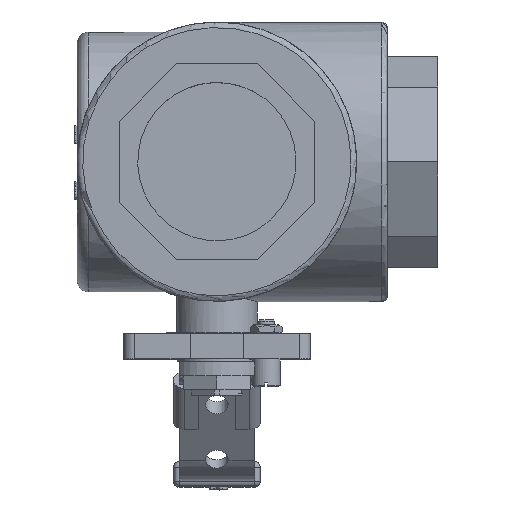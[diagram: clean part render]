
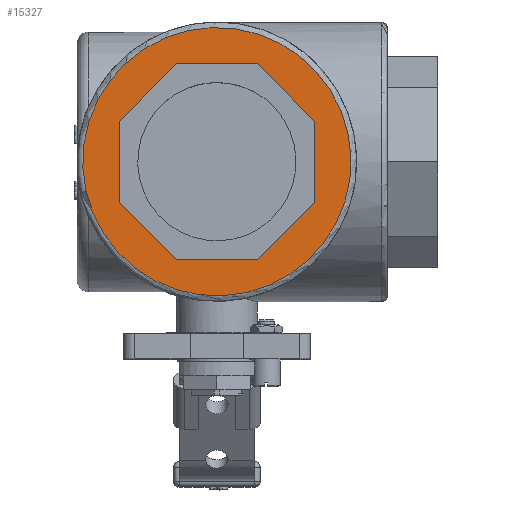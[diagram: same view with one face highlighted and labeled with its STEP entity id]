
A CAD part, top view. The second image highlights one B-rep face of the part: STEP entity #15327.
In plain terms, the highlighted planar face has unit normal (0, 0, 1).
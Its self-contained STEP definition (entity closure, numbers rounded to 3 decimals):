
#443=FACE_BOUND('',#2729,.T.);
#1296=CIRCLE('',#16080,48.);
#1841=FACE_OUTER_BOUND('',#2728,.T.);
#2728=EDGE_LOOP('',(#11457));
#2729=EDGE_LOOP('',(#11458,#11459,#11460,#11461,#11462,#11463,#11464,#11465));
#3802=LINE('',#24148,#5081);
#3805=LINE('',#24153,#5084);
#3807=LINE('',#24157,#5086);
#3809=LINE('',#24161,#5088);
#3811=LINE('',#24165,#5090);
#3813=LINE('',#24169,#5092);
#3815=LINE('',#24173,#5094);
#3817=LINE('',#24176,#5096);
#5081=VECTOR('',#17635,10.);
#5084=VECTOR('',#17640,10.);
#5086=VECTOR('',#17644,10.);
#5088=VECTOR('',#17648,10.);
#5090=VECTOR('',#17652,10.);
#5092=VECTOR('',#17656,10.);
#5094=VECTOR('',#17660,10.);
#5096=VECTOR('',#17664,10.);
#6461=VERTEX_POINT('',#24146);
#6462=VERTEX_POINT('',#24147);
#6463=VERTEX_POINT('',#24152);
#6464=VERTEX_POINT('',#24156);
#6465=VERTEX_POINT('',#24160);
#6466=VERTEX_POINT('',#24164);
#6467=VERTEX_POINT('',#24168);
#6468=VERTEX_POINT('',#24172);
#6469=VERTEX_POINT('',#24178);
#8241=EDGE_CURVE('',#6461,#6462,#3802,.T.);
#8244=EDGE_CURVE('',#6463,#6461,#3805,.T.);
#8246=EDGE_CURVE('',#6464,#6463,#3807,.T.);
#8248=EDGE_CURVE('',#6465,#6464,#3809,.T.);
#8250=EDGE_CURVE('',#6466,#6465,#3811,.T.);
#8252=EDGE_CURVE('',#6467,#6466,#3813,.T.);
#8254=EDGE_CURVE('',#6468,#6467,#3815,.T.);
#8256=EDGE_CURVE('',#6462,#6468,#3817,.T.);
#8257=EDGE_CURVE('',#6469,#6469,#1296,.T.);
#11457=ORIENTED_EDGE('',*,*,#8257,.F.);
#11458=ORIENTED_EDGE('',*,*,#8256,.T.);
#11459=ORIENTED_EDGE('',*,*,#8254,.T.);
#11460=ORIENTED_EDGE('',*,*,#8252,.T.);
#11461=ORIENTED_EDGE('',*,*,#8250,.T.);
#11462=ORIENTED_EDGE('',*,*,#8248,.T.);
#11463=ORIENTED_EDGE('',*,*,#8246,.T.);
#11464=ORIENTED_EDGE('',*,*,#8244,.T.);
#11465=ORIENTED_EDGE('',*,*,#8241,.T.);
#13876=PLANE('',#16079);
#15327=ADVANCED_FACE('',(#1841,#443),#13876,.T.);
#16079=AXIS2_PLACEMENT_3D('',#24177,#17665,#17666);
#16080=AXIS2_PLACEMENT_3D('',#24179,#17667,#17668);
#17635=DIRECTION('',(-0.707,0.707,0.));
#17640=DIRECTION('',(-1.,0.,0.));
#17644=DIRECTION('',(-0.707,-0.707,0.));
#17648=DIRECTION('',(0.,-1.,0.));
#17652=DIRECTION('',(0.707,-0.707,0.));
#17656=DIRECTION('',(1.,0.,0.));
#17660=DIRECTION('',(0.707,0.707,0.));
#17664=DIRECTION('',(0.,1.,0.));
#17665=DIRECTION('center_axis',(0.,0.,1.));
#17666=DIRECTION('ref_axis',(-0.924,-0.383,0.));
#17667=DIRECTION('center_axis',(0.,0.,-1.));
#17668=DIRECTION('ref_axis',(0.924,0.383,0.));
#24146=CARTESIAN_POINT('',(-14.497,-35.,61.));
#24147=CARTESIAN_POINT('',(-35.,-14.497,61.));
#24148=CARTESIAN_POINT('',(-29.874,-19.623,61.));
#24152=CARTESIAN_POINT('',(14.497,-35.,61.));
#24153=CARTESIAN_POINT('',(-7.249,-35.,61.));
#24156=CARTESIAN_POINT('',(35.,-14.497,61.));
#24157=CARTESIAN_POINT('',(19.623,-29.874,61.));
#24160=CARTESIAN_POINT('',(35.,14.497,61.));
#24161=CARTESIAN_POINT('',(35.,-7.249,61.));
#24164=CARTESIAN_POINT('',(14.497,35.,61.));
#24165=CARTESIAN_POINT('',(29.874,19.623,61.));
#24168=CARTESIAN_POINT('',(-14.497,35.,61.));
#24169=CARTESIAN_POINT('',(7.249,35.,61.));
#24172=CARTESIAN_POINT('',(-35.,14.497,61.));
#24173=CARTESIAN_POINT('',(-19.623,29.874,61.));
#24176=CARTESIAN_POINT('',(-35.,7.249,61.));
#24177=CARTESIAN_POINT('Origin',(0.,0.,
61.));
#24178=CARTESIAN_POINT('',(-44.346,-18.369,61.));
#24179=CARTESIAN_POINT('Origin',(0.,0.,61.));
